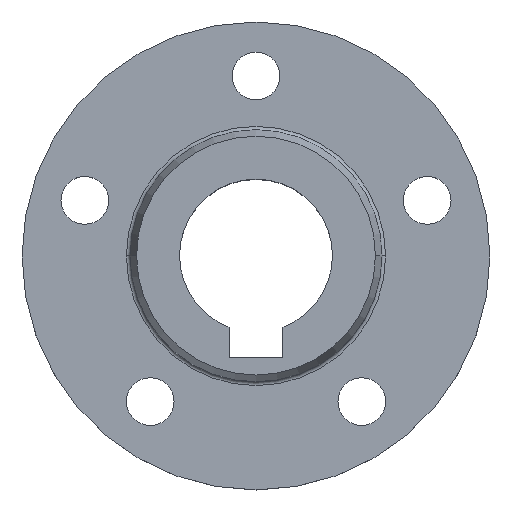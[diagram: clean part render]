
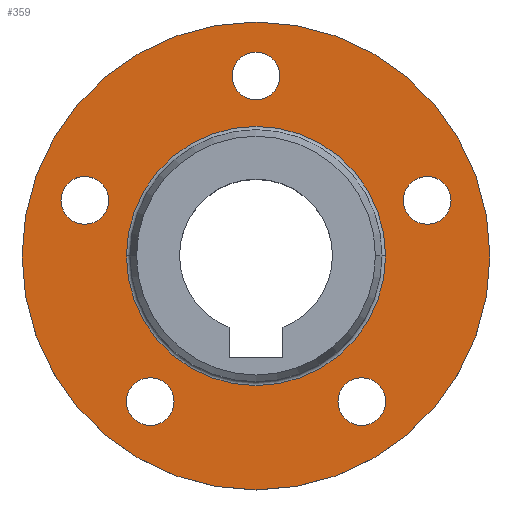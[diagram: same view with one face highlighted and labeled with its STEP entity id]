
A CAD part, top view. The second image highlights one B-rep face of the part: STEP entity #359.
In plain terms, the highlighted planar face has unit normal (0, 0, 1).
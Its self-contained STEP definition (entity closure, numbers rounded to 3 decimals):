
#3 = VERTEX_POINT ( 'NONE', #211 ) ;
#5 = CARTESIAN_POINT ( 'NONE',  ( -11.756, -16.18, 0. ) ) ;
#9 = CARTESIAN_POINT ( 'NONE',  ( 2.65, 20., 0. ) ) ;
#27 = CIRCLE ( 'NONE', #268, 2.65 ) ;
#31 = ORIENTED_EDGE ( 'NONE', *, *, #718, .T. ) ;
#47 = FACE_BOUND ( 'NONE', #810, .T. ) ;
#57 = VERTEX_POINT ( 'NONE', #794 ) ;
#60 = CIRCLE ( 'NONE', #697, 2.65 ) ;
#78 = AXIS2_PLACEMENT_3D ( 'NONE', #337, #765, #690 ) ;
#80 = CARTESIAN_POINT ( 'NONE',  ( 11.756, -16.18, 0. ) ) ;
#81 = EDGE_CURVE ( 'NONE', #149, #57, #218, .T. ) ;
#88 = CIRCLE ( 'NONE', #663, 14.4 ) ;
#89 = EDGE_CURVE ( 'NONE', #628, #618, #60, .T. ) ;
#104 = DIRECTION ( 'NONE',  ( 0., 0., 1. ) ) ;
#109 = EDGE_CURVE ( 'NONE', #588, #577, #247, .T. ) ;
#111 = CARTESIAN_POINT ( 'NONE',  ( 26., 0., 0. ) ) ;
#142 = DIRECTION ( 'NONE',  ( 1., 0., 0. ) ) ;
#145 = CARTESIAN_POINT ( 'NONE',  ( -11.756, -16.18, 0. ) ) ;
#147 = EDGE_CURVE ( 'NONE', #521, #682, #510, .T. ) ;
#148 = DIRECTION ( 'NONE',  ( 0., 0., 1. ) ) ;
#149 = VERTEX_POINT ( 'NONE', #643 ) ;
#151 = DIRECTION ( 'NONE',  ( 0., 0., 1. ) ) ;
#159 = AXIS2_PLACEMENT_3D ( 'NONE', #722, #568, #874 ) ;
#163 = CARTESIAN_POINT ( 'NONE',  ( 19.021, 6.18, 0. ) ) ;
#167 = DIRECTION ( 'NONE',  ( 0., 0., -1. ) ) ;
#173 = AXIS2_PLACEMENT_3D ( 'NONE', #656, #584, #392 ) ;
#178 = ORIENTED_EDGE ( 'NONE', *, *, #896, .F. ) ;
#188 = VERTEX_POINT ( 'NONE', #649 ) ;
#196 = ORIENTED_EDGE ( 'NONE', *, *, #286, .F. ) ;
#208 = AXIS2_PLACEMENT_3D ( 'NONE', #550, #757, #770 ) ;
#209 = EDGE_LOOP ( 'NONE', ( #737, #548 ) ) ;
#211 = CARTESIAN_POINT ( 'NONE',  ( -9.106, -16.18, 0. ) ) ;
#218 = CIRCLE ( 'NONE', #738, 2.65 ) ;
#247 = CIRCLE ( 'NONE', #901, 14.4 ) ;
#268 = AXIS2_PLACEMENT_3D ( 'NONE', #5, #288, #647 ) ;
#272 = EDGE_LOOP ( 'NONE', ( #632, #196 ) ) ;
#282 = FACE_BOUND ( 'NONE', #209, .T. ) ;
#283 = AXIS2_PLACEMENT_3D ( 'NONE', #865, #151, #721 ) ;
#286 = EDGE_CURVE ( 'NONE', #606, #719, #761, .T. ) ;
#288 = DIRECTION ( 'NONE',  ( 0., 0., 1. ) ) ;
#299 = VERTEX_POINT ( 'NONE', #111 ) ;
#301 = CARTESIAN_POINT ( 'NONE',  ( 14.4, 0., 0. ) ) ;
#335 = EDGE_CURVE ( 'NONE', #682, #521, #791, .T. ) ;
#337 = CARTESIAN_POINT ( 'NONE',  ( 11.756, -16.18, 0. ) ) ;
#356 = CARTESIAN_POINT ( 'NONE',  ( 14.406, -16.18, 0. ) ) ;
#358 = ORIENTED_EDGE ( 'NONE', *, *, #391, .F. ) ;
#359 = ADVANCED_FACE ( 'NONE', ( #397, #679, #47, #911, #282, #687, #561 ), #626, .T. ) ;
#361 = DIRECTION ( 'NONE',  ( 0., 0., 1. ) ) ;
#362 = DIRECTION ( 'NONE',  ( 1., 0., 0. ) ) ;
#365 = DIRECTION ( 'NONE',  ( 0., 0., 1. ) ) ;
#383 = CARTESIAN_POINT ( 'NONE',  ( 0., 20., 0. ) ) ;
#385 = ORIENTED_EDGE ( 'NONE', *, *, #812, .F. ) ;
#391 = EDGE_CURVE ( 'NONE', #299, #188, #699, .T. ) ;
#392 = DIRECTION ( 'NONE',  ( 1., 0., 0. ) ) ;
#397 = FACE_BOUND ( 'NONE', #688, .T. ) ;
#412 = CIRCLE ( 'NONE', #159, 2.65 ) ;
#413 = CIRCLE ( 'NONE', #78, 2.65 ) ;
#415 = EDGE_LOOP ( 'NONE', ( #385, #358 ) ) ;
#437 = EDGE_LOOP ( 'NONE', ( #490, #523 ) ) ;
#439 = DIRECTION ( 'NONE',  ( 1., 0., 0. ) ) ;
#450 = CARTESIAN_POINT ( 'NONE',  ( 0., 20., 0. ) ) ;
#453 = ORIENTED_EDGE ( 'NONE', *, *, #109, .T. ) ;
#463 = DIRECTION ( 'NONE',  ( 1., 0., 0. ) ) ;
#486 = AXIS2_PLACEMENT_3D ( 'NONE', #450, #104, #463 ) ;
#488 = DIRECTION ( 'NONE',  ( 0., 0., 1. ) ) ;
#490 = ORIENTED_EDGE ( 'NONE', *, *, #563, .F. ) ;
#495 = CARTESIAN_POINT ( 'NONE',  ( -14.4, 0., 0. ) ) ;
#499 = CIRCLE ( 'NONE', #486, 2.65 ) ;
#501 = DIRECTION ( 'NONE',  ( 0., 0., -1. ) ) ;
#502 = DIRECTION ( 'NONE',  ( 1., 0., 0. ) ) ;
#507 = EDGE_CURVE ( 'NONE', #57, #149, #412, .T. ) ;
#510 = CIRCLE ( 'NONE', #283, 2.65 ) ;
#512 = CIRCLE ( 'NONE', #634, 2.65 ) ;
#516 = DIRECTION ( 'NONE',  ( 1., 0., 0. ) ) ;
#521 = VERTEX_POINT ( 'NONE', #881 ) ;
#523 = ORIENTED_EDGE ( 'NONE', *, *, #621, .F. ) ;
#544 = ORIENTED_EDGE ( 'NONE', *, *, #89, .F. ) ;
#548 = ORIENTED_EDGE ( 'NONE', *, *, #335, .F. ) ;
#550 = CARTESIAN_POINT ( 'NONE',  ( 0., 0., 0. ) ) ;
#561 = FACE_OUTER_BOUND ( 'NONE', #415, .T. ) ;
#563 = EDGE_CURVE ( 'NONE', #650, #3, #27, .T. ) ;
#568 = DIRECTION ( 'NONE',  ( 0., 0., 1. ) ) ;
#569 = DIRECTION ( 'NONE',  ( 1., 0., 0. ) ) ;
#571 = AXIS2_PLACEMENT_3D ( 'NONE', #383, #748, #516 ) ;
#577 = VERTEX_POINT ( 'NONE', #301 ) ;
#584 = DIRECTION ( 'NONE',  ( 0., 0., 1. ) ) ;
#588 = VERTEX_POINT ( 'NONE', #495 ) ;
#606 = VERTEX_POINT ( 'NONE', #9 ) ;
#618 = VERTEX_POINT ( 'NONE', #642 ) ;
#621 = EDGE_CURVE ( 'NONE', #3, #650, #512, .T. ) ;
#626 = PLANE ( 'NONE',  #760 ) ;
#628 = VERTEX_POINT ( 'NONE', #356 ) ;
#632 = ORIENTED_EDGE ( 'NONE', *, *, #652, .F. ) ;
#634 = AXIS2_PLACEMENT_3D ( 'NONE', #145, #361, #502 ) ;
#636 = CARTESIAN_POINT ( 'NONE',  ( 0., 0., 0. ) ) ;
#638 = EDGE_LOOP ( 'NONE', ( #842, #799 ) ) ;
#642 = CARTESIAN_POINT ( 'NONE',  ( 9.106, -16.18, 0. ) ) ;
#643 = CARTESIAN_POINT ( 'NONE',  ( 21.671, 6.18, 0. ) ) ;
#647 = DIRECTION ( 'NONE',  ( 1., 0., 0. ) ) ;
#649 = CARTESIAN_POINT ( 'NONE',  ( -26., 0., 0. ) ) ;
#650 = VERTEX_POINT ( 'NONE', #895 ) ;
#652 = EDGE_CURVE ( 'NONE', #719, #606, #499, .T. ) ;
#655 = CARTESIAN_POINT ( 'NONE',  ( 0., 0., 0. ) ) ;
#656 = CARTESIAN_POINT ( 'NONE',  ( -19.021, 6.18, 0. ) ) ;
#663 = AXIS2_PLACEMENT_3D ( 'NONE', #655, #167, #808 ) ;
#679 = FACE_BOUND ( 'NONE', #638, .T. ) ;
#682 = VERTEX_POINT ( 'NONE', #734 ) ;
#687 = FACE_BOUND ( 'NONE', #272, .T. ) ;
#688 = EDGE_LOOP ( 'NONE', ( #31, #453 ) ) ;
#690 = DIRECTION ( 'NONE',  ( 1., 0., 0. ) ) ;
#696 = DIRECTION ( 'NONE',  ( -1., 0., 0. ) ) ;
#697 = AXIS2_PLACEMENT_3D ( 'NONE', #80, #365, #362 ) ;
#699 = CIRCLE ( 'NONE', #816, 26. ) ;
#718 = EDGE_CURVE ( 'NONE', #577, #588, #88, .T. ) ;
#719 = VERTEX_POINT ( 'NONE', #739 ) ;
#721 = DIRECTION ( 'NONE',  ( 1., 0., 0. ) ) ;
#722 = CARTESIAN_POINT ( 'NONE',  ( 19.021, 6.18, 0. ) ) ;
#734 = CARTESIAN_POINT ( 'NONE',  ( -16.371, 6.18, 0. ) ) ;
#737 = ORIENTED_EDGE ( 'NONE', *, *, #147, .F. ) ;
#738 = AXIS2_PLACEMENT_3D ( 'NONE', #163, #148, #569 ) ;
#739 = CARTESIAN_POINT ( 'NONE',  ( -2.65, 20., 0. ) ) ;
#748 = DIRECTION ( 'NONE',  ( 0., 0., 1. ) ) ;
#757 = DIRECTION ( 'NONE',  ( 0., 0., -1. ) ) ;
#760 = AXIS2_PLACEMENT_3D ( 'NONE', #860, #488, #142 ) ;
#761 = CIRCLE ( 'NONE', #571, 2.65 ) ;
#765 = DIRECTION ( 'NONE',  ( 0., 0., 1. ) ) ;
#770 = DIRECTION ( 'NONE',  ( -1., 0., 0. ) ) ;
#791 = CIRCLE ( 'NONE', #173, 2.65 ) ;
#794 = CARTESIAN_POINT ( 'NONE',  ( 16.371, 6.18, 0. ) ) ;
#799 = ORIENTED_EDGE ( 'NONE', *, *, #81, .F. ) ;
#806 = CIRCLE ( 'NONE', #208, 26. ) ;
#808 = DIRECTION ( 'NONE',  ( 1., 0., 0. ) ) ;
#810 = EDGE_LOOP ( 'NONE', ( #178, #544 ) ) ;
#812 = EDGE_CURVE ( 'NONE', #188, #299, #806, .T. ) ;
#816 = AXIS2_PLACEMENT_3D ( 'NONE', #924, #915, #696 ) ;
#842 = ORIENTED_EDGE ( 'NONE', *, *, #507, .F. ) ;
#860 = CARTESIAN_POINT ( 'NONE',  ( 0., 26., 0. ) ) ;
#865 = CARTESIAN_POINT ( 'NONE',  ( -19.021, 6.18, 0. ) ) ;
#874 = DIRECTION ( 'NONE',  ( 1., 0., 0. ) ) ;
#881 = CARTESIAN_POINT ( 'NONE',  ( -21.671, 6.18, 0. ) ) ;
#895 = CARTESIAN_POINT ( 'NONE',  ( -14.406, -16.18, 0. ) ) ;
#896 = EDGE_CURVE ( 'NONE', #618, #628, #413, .T. ) ;
#901 = AXIS2_PLACEMENT_3D ( 'NONE', #636, #501, #439 ) ;
#911 = FACE_BOUND ( 'NONE', #437, .T. ) ;
#915 = DIRECTION ( 'NONE',  ( 0., 0., -1. ) ) ;
#924 = CARTESIAN_POINT ( 'NONE',  ( 0., 0., 0. ) ) ;
